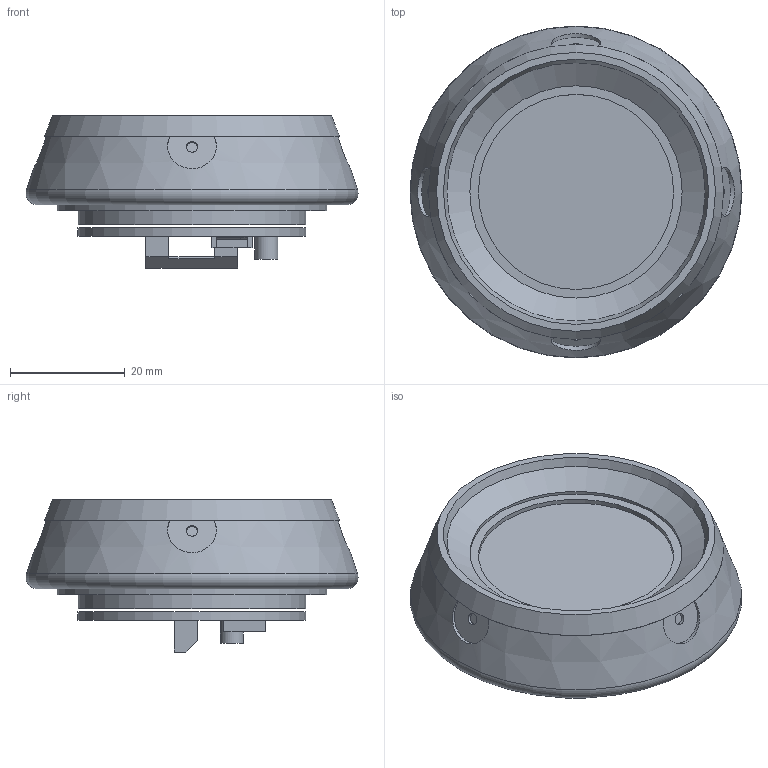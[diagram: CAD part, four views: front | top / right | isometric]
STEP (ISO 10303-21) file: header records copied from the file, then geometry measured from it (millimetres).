
FILE_DESCRIPTION(/* description */ (''),/* implementation_level */ '2;1');
FILE_NAME(/* name */ 'ebb73df7-171d-4fbb-b89f-6bfd5d076620.stp',/* time_stamp */ '2022-01-10T12:33:12+00:00',/* author */ (''),/* organization */ (''),/* preprocessor_version */ 'ST-DEVELOPER v18.1',/* originating_system */ 'Autodesk Translation Framework v10.13.0.1454',/* authorisation */ '');
FILE_SCHEMA (('AUTOMOTIVE_DESIGN { 1 0 10303 214 3 1 1 }'));
Length unit declared in the file: millimetre
Products named in the file (6): Hauptgehäuse; Glas; Aufsatzring; Drehkranz; Bezel Fixation; Oberteil Hebemechanismus
Assembly tree (5 placements, depth 2):
  Hauptgehäuse
    Glas
    Aufsatzring
    Drehkranz
    Bezel Fixation
    Oberteil Hebemechanismus
Bounding box: 57.85 x 57.85 x 26.5 mm (x, y, z)
Volume: 20153.6 mm3; surface area: 22613.7 mm2
Topology: 6 solids, 6 shells, 204 faces, 530 edges, 352 vertices
Faces by surface type: plane 129, cylinder 69, cone 5, torus 1
Full cylindrical faces by diameter (mm): 1.3 x18, 1.5 x1, 2 x4, 2.5 x5, 4 x1, 34 x1, 37 x2, 39 x1, 39.6 x1, 39.72 x2, 45 x2, 45.4 x1, 47 x1, 48 x1, 48.4 x1, 49 x1, 49.4 x1
Entity records: 6718 total; most frequent: CARTESIAN_POINT 1205, DIRECTION 1164, ORIENTED_EDGE 1060, EDGE_CURVE 530, AXIS2_PLACEMENT_3D 423, VERTEX_POINT 352, LINE 318, VECTOR 318
